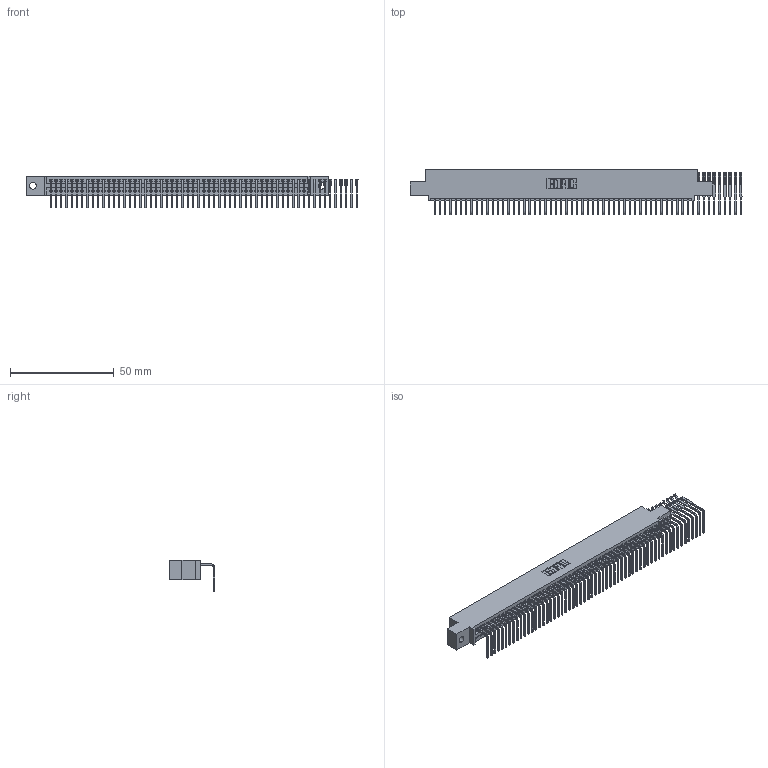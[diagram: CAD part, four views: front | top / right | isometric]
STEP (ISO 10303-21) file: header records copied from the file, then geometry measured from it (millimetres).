
FILE_DESCRIPTION (( 'STEP AP203' ), '1' );
FILE_NAME ('345-059-558-402.STEP', '2019-10-10T20:22:53', ( '' ), ( '' ), 'SwSTEP 2.0', 'SolidWorks 2016', '' );
FILE_SCHEMA (( 'CONFIG_CONTROL_DESIGN' ));
Length unit declared in the file: inch
Products named in the file (3): 345-059-558-402; 345 Part_0.110 Offset - 0.128 Dia; 345-292-001_558 Tail - 2
Assembly tree (60 placements, depth 2):
  345-059-558-402
    345 Part_0.110 Offset - 0.128 Dia
    345-292-001_558 Tail - 2  x59
Bounding box: 159.83 x 21.83 x 15.37 mm (x, y, z)
Volume: 14094.2 mm3; surface area: 20398.6 mm2
Topology: 60 solids, 60 shells, 3510 faces, 10551 edges, 6954 vertices
Faces by surface type: plane 2422, cylinder 1088
Entity records: 36475 total; most frequent: CARTESIAN_POINT 6281, ORIENTED_EDGE 6254, DIRECTION 5485, EDGE_CURVE 3127, VECTOR 2799, LINE 2799, VERTEX_POINT 2082, AXIS2_PLACEMENT_3D 1343
